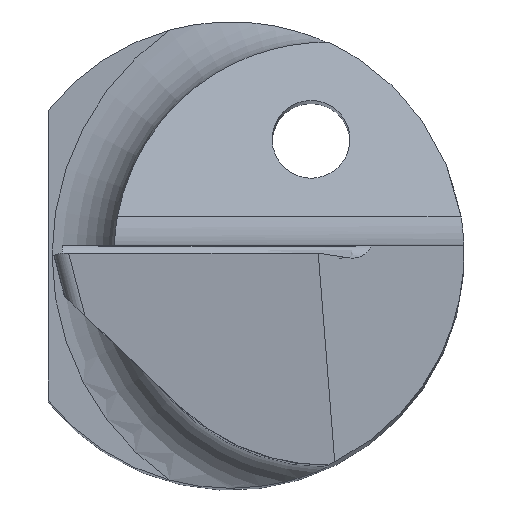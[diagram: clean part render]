
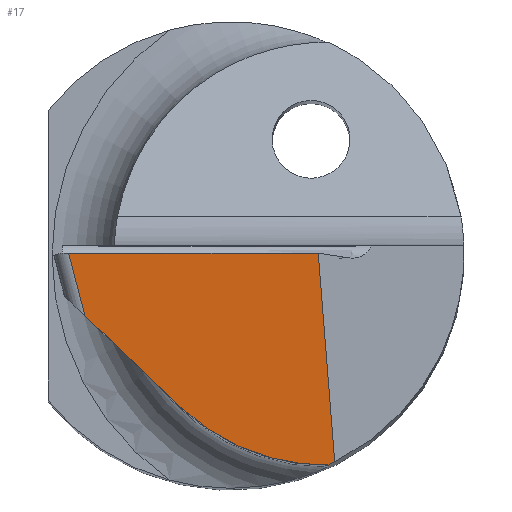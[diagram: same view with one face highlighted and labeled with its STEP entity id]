
A CAD part, top view. The second image highlights one B-rep face of the part: STEP entity #17.
In plain terms, the highlighted planar face has unit normal (0.138, -0.139, 0.981).
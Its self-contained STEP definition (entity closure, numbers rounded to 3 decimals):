
#12 = DIRECTION ( 'NONE',  ( 0.138, -0.139, 0.981 ) ) ;
#17 = ADVANCED_FACE ( 'NONE', ( #57 ), #627, .T. ) ;
#35 = CARTESIAN_POINT ( 'NONE',  ( -0.657, -1.97, 29.519 ) ) ;
#57 = FACE_OUTER_BOUND ( 'NONE', #597, .T. ) ;
#67 = CARTESIAN_POINT ( 'NONE',  ( -2.397, 0.1, 30.057 ) ) ;
#151 = CARTESIAN_POINT ( 'NONE',  ( -2.131, 0.174, 30.03 ) ) ;
#157 =( BOUNDED_CURVE ( )  B_SPLINE_CURVE ( 3, ( #820, #492, #765, #567 ),
 .UNSPECIFIED., .F., .T. ) 
 B_SPLINE_CURVE_WITH_KNOTS ( ( 4, 4 ),
 ( 0.319, 0.349 ),
 .UNSPECIFIED. ) 
 CURVE ( )  GEOMETRIC_REPRESENTATION_ITEM ( )  RATIONAL_B_SPLINE_CURVE ( ( 1., 1., 1., 1. ) ) 
 REPRESENTATION_ITEM ( '' )  );
#183 = CARTESIAN_POINT ( 'NONE',  ( 0.534, -2.733, 29.243 ) ) ;
#197 = CARTESIAN_POINT ( 'NONE',  ( 1.255, -2.725, 29.143 ) ) ;
#199 = CARTESIAN_POINT ( 'NONE',  ( -2.399, 0., 30.043 ) ) ;
#201 = ORIENTED_EDGE ( 'NONE', *, *, #273, .T. ) ;
#206 = EDGE_CURVE ( 'NONE', #523, #807, #407, .T. ) ;
#213 = VERTEX_POINT ( 'NONE', #842 ) ;
#273 = EDGE_CURVE ( 'NONE', #811, #213, #343, .T. ) ;
#285 = LINE ( 'NONE', #199, #680 ) ;
#291 = EDGE_CURVE ( 'NONE', #655, #523, #472, .T. ) ;
#302 = EDGE_CURVE ( 'NONE', #213, #546, #285, .T. ) ;
#330 = ORIENTED_EDGE ( 'NONE', *, *, #206, .T. ) ;
#343 = LINE ( 'NONE', #612, #860 ) ;
#382 = ORIENTED_EDGE ( 'NONE', *, *, #503, .F. ) ;
#392 = ORIENTED_EDGE ( 'NONE', *, *, #582, .F. ) ;
#407 =( BOUNDED_CURVE ( )  B_SPLINE_CURVE ( 3, ( #35, #452, #183, #660 ),
 .UNSPECIFIED., .F., .T. ) 
 B_SPLINE_CURVE_WITH_KNOTS ( ( 4, 4 ),
 ( 4.74, 5.513 ),
 .UNSPECIFIED. ) 
 CURVE ( )  GEOMETRIC_REPRESENTATION_ITEM ( )  RATIONAL_B_SPLINE_CURVE ( ( 1., 0.951, 0.951, 1. ) ) 
 REPRESENTATION_ITEM ( '' )  );
#422 = DIRECTION ( 'NONE',  ( -0.247, 0.954, 0.17 ) ) ;
#427 = CARTESIAN_POINT ( 'NONE',  ( -0.657, -1.97, 29.519 ) ) ;
#452 = CARTESIAN_POINT ( 'NONE',  ( -0.136, -2.468, 29.375 ) ) ;
#472 = LINE ( 'NONE', #475, #518 ) ;
#475 = CARTESIAN_POINT ( 'NONE',  ( -0.732, -1.899, 29.539 ) ) ;
#492 = CARTESIAN_POINT ( 'NONE',  ( 1.31, -2.699, 29.139 ) ) ;
#503 = EDGE_CURVE ( 'NONE', #811, #807, #157, .T. ) ;
#511 = CARTESIAN_POINT ( 'NONE',  ( 1.337, -2.686, 29.137 ) ) ;
#518 = VECTOR ( 'NONE', #545, 1000. ) ;
#523 = VERTEX_POINT ( 'NONE', #427 ) ;
#545 = DIRECTION ( 'NONE',  ( 0.709, -0.678, -0.196 ) ) ;
#546 = VERTEX_POINT ( 'NONE', #823 ) ;
#567 = CARTESIAN_POINT ( 'NONE',  ( 1.255, -2.725, 29.143 ) ) ;
#573 = AXIS2_PLACEMENT_3D ( 'NONE', #67, #12, #821 ) ;
#582 = EDGE_CURVE ( 'NONE', #655, #546, #762, .T. ) ;
#584 = CARTESIAN_POINT ( 'NONE',  ( -1.877, -0.804, 29.856 ) ) ;
#597 = EDGE_LOOP ( 'NONE', ( #711, #330, #382, #201, #845, #392 ) ) ;
#611 = VECTOR ( 'NONE', #422, 1000. ) ;
#612 = CARTESIAN_POINT ( 'NONE',  ( 1.117, 0.1, 29.563 ) ) ;
#627 = PLANE ( 'NONE',  #573 ) ;
#655 = VERTEX_POINT ( 'NONE', #584 ) ;
#660 = CARTESIAN_POINT ( 'NONE',  ( 1.255, -2.725, 29.143 ) ) ;
#675 = DIRECTION ( 'NONE',  ( -0.078, 0.986, 0.151 ) ) ;
#680 = VECTOR ( 'NONE', #752, 1000. ) ;
#711 = ORIENTED_EDGE ( 'NONE', *, *, #291, .T. ) ;
#752 = DIRECTION ( 'NONE',  ( -0.99, 0., 0.139 ) ) ;
#762 = LINE ( 'NONE', #151, #611 ) ;
#765 = CARTESIAN_POINT ( 'NONE',  ( 1.282, -2.712, 29.141 ) ) ;
#807 = VERTEX_POINT ( 'NONE', #197 ) ;
#811 = VERTEX_POINT ( 'NONE', #511 ) ;
#820 = CARTESIAN_POINT ( 'NONE',  ( 1.337, -2.686, 29.137 ) ) ;
#821 = DIRECTION ( 'NONE',  ( 0., -0.99, -0.141 ) ) ;
#823 = CARTESIAN_POINT ( 'NONE',  ( -2.086, 0., 29.999 ) ) ;
#842 = CARTESIAN_POINT ( 'NONE',  ( 1.125, 0., 29.548 ) ) ;
#845 = ORIENTED_EDGE ( 'NONE', *, *, #302, .T. ) ;
#860 = VECTOR ( 'NONE', #675, 1000. ) ;
